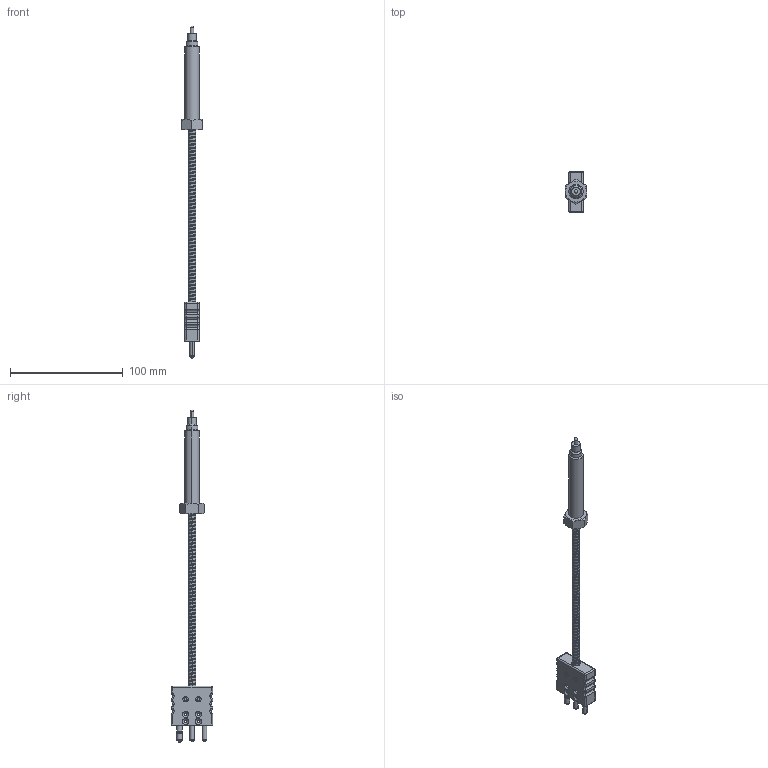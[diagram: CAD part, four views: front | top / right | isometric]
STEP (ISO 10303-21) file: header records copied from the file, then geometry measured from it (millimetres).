
FILE_DESCRIPTION (( 'STEP AP214' ), '1' );
FILE_NAME ('RTD1-MB3T14-01.STEP', '2021-06-09T00:54:03', ( '' ), ( '' ), 'SwSTEP 2.0', 'SolidWorks 2017', '' );
FILE_SCHEMA (( 'AUTOMOTIVE_DESIGN' ));
Length unit declared in the file: inch
Products named in the file (1): RTD1-MB3T14-01
Bounding box: 19.05 x 36.45 x 294.03 mm (x, y, z)
Volume: 32465.8 mm3; surface area: 14092.8 mm2
Topology: 3 solids, 3 shells, 414 faces, 1052 edges, 659 vertices
Faces by surface type: cylinder 190, plane 106, bspline 84, cone 30, torus 4
Entity records: 35315 total; most frequent: CARTESIAN_POINT 26316, ORIENTED_EDGE 2092, DIRECTION 1607, EDGE_CURVE 1046, VERTEX_POINT 659, AXIS2_PLACEMENT_3D 578, VECTOR 451, LINE 451
